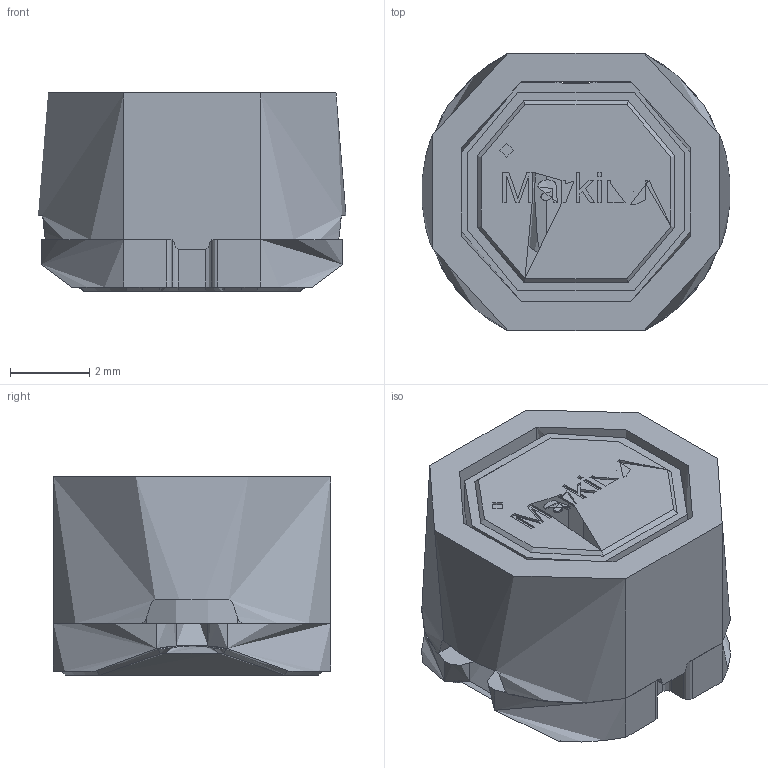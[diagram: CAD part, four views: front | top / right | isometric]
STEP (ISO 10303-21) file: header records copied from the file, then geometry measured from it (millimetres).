
FILE_DESCRIPTION( ( 'Unknown' ), '1' );
FILE_NAME( '784787xxx.stp', 'Unknown', ( 'Unknown' ), ( 'Unknown' ), 'PSStep 17.0.49', 'Unknown', ' ' );
FILE_SCHEMA( ( 'AUTOMOTIVE_DESIGN { 1 0 10303 214 1 1 1 1 }' ) );
Length unit declared in the file: millimetre
Products named in the file (4): Assem1; core; shield; solder contact
Assembly tree (4 placements, depth 2):
  Assem1
    core
    shield
    solder contact  x2
Bounding box: 7.78 x 7 x 5 mm (x, y, z)
Volume: 159.5 mm3
Topology: 4 solids, 8 shells, 242 faces, 631 edges, 414 vertices
Faces by surface type: plane 139, cylinder 63, extrusion 16, cone 14, bspline 10
Full cylindrical faces by diameter (mm): 0.35 x1
Entity records: 9588 total; most frequent: CARTESIAN_POINT 2545, ORIENTED_EDGE 1168, DIRECTION 945, EDGE_CURVE 584, VERTEX_POINT 386, AXIS2_PLACEMENT_3D 321, VECTOR 303, LINE 287
